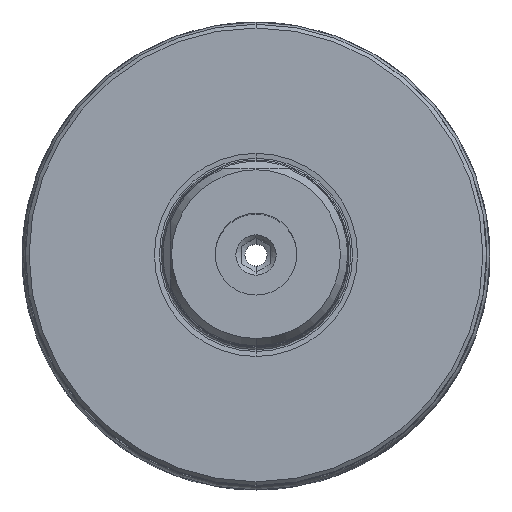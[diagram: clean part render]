
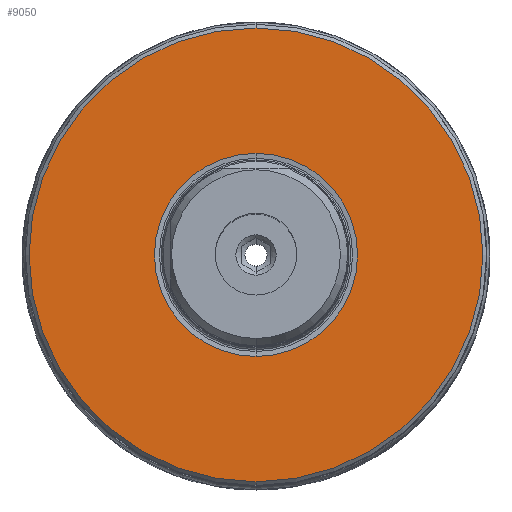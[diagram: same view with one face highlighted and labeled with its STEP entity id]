
A CAD part, top view. The second image highlights one B-rep face of the part: STEP entity #9050.
In plain terms, the highlighted planar face has unit normal (0, 0, 1).
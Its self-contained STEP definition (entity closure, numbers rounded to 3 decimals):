
#2757=CARTESIAN_POINT('',(0,0,-57));
#2758=DIRECTION('',(0,0,1));
#2759=DIRECTION('',(0,1,0));
#2760=AXIS2_PLACEMENT_3D('',#2757,#2758,#2759);
#2762=CARTESIAN_POINT('',(0,0,-57));
#2763=DIRECTION('',(0,0,-1));
#2764=DIRECTION('',(0,1,0));
#2765=AXIS2_PLACEMENT_3D('',#2762,#2763,#2764);
#2767=CARTESIAN_POINT('',(0,0,-57));
#2768=DIRECTION('',(0,0,1));
#2769=DIRECTION('',(0,1,0));
#2770=AXIS2_PLACEMENT_3D('',#2767,#2768,#2769);
#2772=CARTESIAN_POINT('',(0,0,-57));
#2773=DIRECTION('',(0,0,1));
#2774=DIRECTION('',(0,-1,0));
#2775=AXIS2_PLACEMENT_3D('',#2772,#2773,#2774);
#3924=CARTESIAN_POINT('',(0,13.653,-57));
#3926=VERTEX_POINT('',#3924);
#3940=CARTESIAN_POINT('',(0,-13.653,-57));
#3942=VERTEX_POINT('',#3940);
#3980=CARTESIAN_POINT('',(0,30.5,-57));
#3981=CARTESIAN_POINT('',(0,-30.5,-57));
#3982=VERTEX_POINT('',#3980);
#3983=VERTEX_POINT('',#3981);
#9035=CARTESIAN_POINT('',(0,0,-57));
#9036=DIRECTION('',(0,0,-1));
#9037=DIRECTION('',(0,-1,0));
#9038=AXIS2_PLACEMENT_3D('',#9035,#9036,#9037);
#9039=PLANE('',#9038);
#9041=ORIENTED_EDGE('',*,*,#9040,.F.);
#9043=ORIENTED_EDGE('',*,*,#9042,.F.);
#9044=EDGE_LOOP('',(#9041,#9043));
#9045=FACE_OUTER_BOUND('',#9044,.F.);
#9046=ORIENTED_EDGE('',*,*,#9017,.T.);
#9047=ORIENTED_EDGE('',*,*,#9028,.F.);
#9048=EDGE_LOOP('',(#9046,#9047));
#9049=FACE_BOUND('',#9048,.F.);
#9050=ADVANCED_FACE('',(#9045,#9049),#9039,.F.);
#2761=CIRCLE('',#2760,13.653);
#2766=CIRCLE('',#2765,13.653);
#2771=CIRCLE('',#2770,30.5);
#2776=CIRCLE('',#2775,30.5);
#9017=EDGE_CURVE('',#3926,#3942,#2761,.T.);
#9028=EDGE_CURVE('',#3926,#3942,#2766,.T.);
#9040=EDGE_CURVE('',#3982,#3983,#2771,.T.);
#9042=EDGE_CURVE('',#3983,#3982,#2776,.T.);
